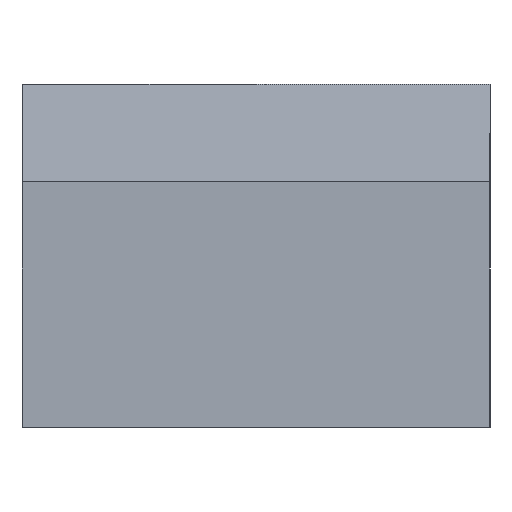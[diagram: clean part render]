
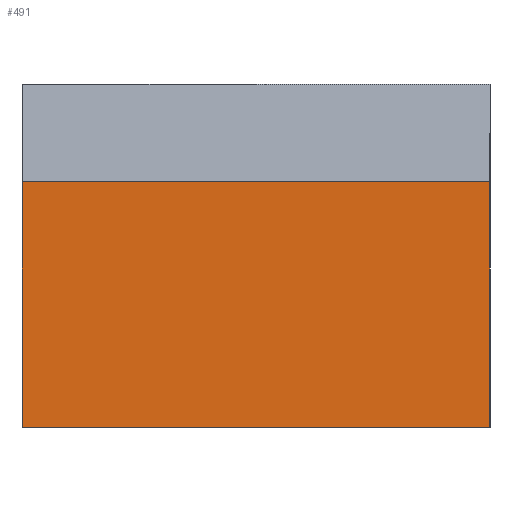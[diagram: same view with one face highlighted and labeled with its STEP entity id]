
A CAD part, left-side view. The second image highlights one B-rep face of the part: STEP entity #491.
In plain terms, the highlighted planar face has unit normal (-1, 0, 0).
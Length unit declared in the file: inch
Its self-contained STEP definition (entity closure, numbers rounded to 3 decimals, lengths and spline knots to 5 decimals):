
#26=LINE('',#859,#44);
#28=LINE('',#863,#46);
#34=LINE('',#1002,#52);
#35=LINE('',#1003,#53);
#44=VECTOR('',#591,0.75);
#46=VECTOR('',#595,0.39412);
#52=VECTOR('',#683,0.39412);
#53=VECTOR('',#684,0.75);
#64=PLANE('',#552);
#142=FACE_OUTER_BOUND('',#196,.T.);
#196=EDGE_LOOP('',(#436,#437,#438,#439));
#263=VERTEX_POINT('',#856);
#264=VERTEX_POINT('',#858);
#265=VERTEX_POINT('',#862);
#290=VERTEX_POINT('',#1001);
#313=EDGE_CURVE('',#263,#264,#26,.T.);
#315=EDGE_CURVE('',#265,#264,#28,.T.);
#344=EDGE_CURVE('',#290,#263,#34,.T.);
#345=EDGE_CURVE('',#265,#290,#35,.T.);
#436=ORIENTED_EDGE('',*,*,#313,.F.);
#437=ORIENTED_EDGE('',*,*,#344,.F.);
#438=ORIENTED_EDGE('',*,*,#345,.F.);
#439=ORIENTED_EDGE('',*,*,#315,.T.);
#491=ADVANCED_FACE('',(#142),#64,.T.);
#552=AXIS2_PLACEMENT_3D('',#1000,#681,#682);
#591=DIRECTION('',(0.,-1.,0.));
#595=DIRECTION('',(0.,0.,1.));
#681=DIRECTION('center_axis',(-1.,0.,0.));
#682=DIRECTION('ref_axis',(0.,0.,1.));
#683=DIRECTION('',(0.,0.,1.));
#684=DIRECTION('',(0.,1.,0.));
#856=CARTESIAN_POINT('',(-0.5,0.75,0.11912));
#858=CARTESIAN_POINT('',(-0.5,0.,0.11912));
#859=CARTESIAN_POINT('',(-0.5,0.,0.11912));
#862=CARTESIAN_POINT('',(-0.5,0.,-0.275));
#863=CARTESIAN_POINT('',(-0.5,0.,-0.275));
#1000=CARTESIAN_POINT('Origin',(-0.5,0.,-0.275));
#1001=CARTESIAN_POINT('',(-0.5,0.75,-0.275));
#1002=CARTESIAN_POINT('',(-0.5,0.75,-0.275));
#1003=CARTESIAN_POINT('',(-0.5,0.,-0.275));
